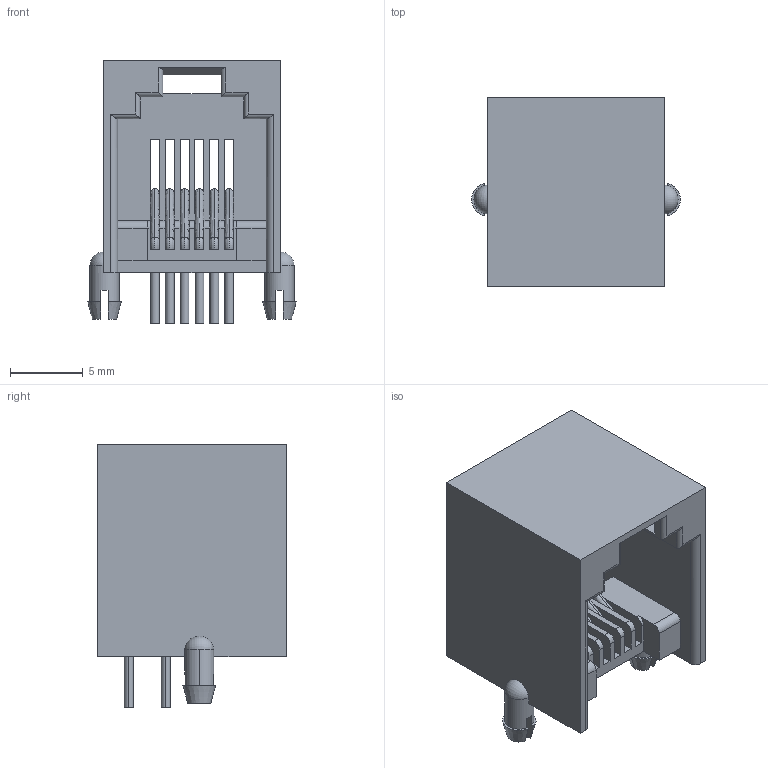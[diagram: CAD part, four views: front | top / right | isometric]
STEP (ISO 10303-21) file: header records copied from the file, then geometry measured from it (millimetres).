
FILE_DESCRIPTION (( 'STEP AP214' ), '1' );
FILE_NAME ('RJ11-TH_PCB-6P6C-90.step', '2022-07-09T14:32:21', ( '' ), ( '' ), 'SwSTEP 2.0', 'SolidWorks 2020', '' );
FILE_SCHEMA (( 'AUTOMOTIVE_DESIGN' ));
Length unit declared in the file: millimetre
Products named in the file (1): RJ11-TH_PCB-6P6C-90
Bounding box: 14.3 x 13 x 18.05 mm (x, y, z)
Volume: 997.2 mm3; surface area: 2266.3 mm2
Topology: 1 solids, 1 shells, 457 faces, 1283 edges, 832 vertices
Faces by surface type: plane 250, bspline 128, cylinder 47, torus 26, cone 6
Entity records: 23219 total; most frequent: CARTESIAN_POINT 7226, ORIENTED_EDGE 2558, DIRECTION 1801, EDGE_CURVE 1279, VECTOR 837, LINE 837, VERTEX_POINT 832, EDGE_LOOP 495
